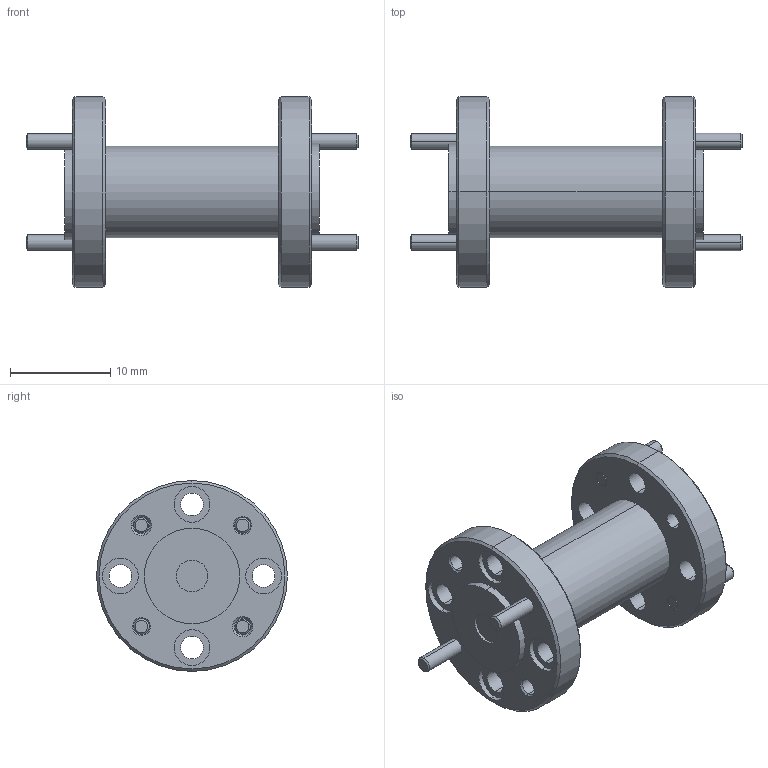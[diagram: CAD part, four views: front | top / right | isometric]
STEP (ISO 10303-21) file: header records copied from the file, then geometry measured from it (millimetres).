
FILE_DESCRIPTION (( 'STEP AP203' ), '1' );
FILE_NAME ('WG-FE-125-L DF.STEP', '2019-06-11T00:43:46', ( '' ), ( '' ), 'SwSTEP 2.0', 'SolidWorks 2016', '' );
FILE_SCHEMA (( 'CONFIG_CONTROL_DESIGN' ));
Length unit declared in the file: inch
Products named in the file (1): WG-FE-125-L DF
Bounding box: 33.15 x 19.05 x 19.05 mm (x, y, z)
Volume: 2991.5 mm3; surface area: 2322.5 mm2
Topology: 5 solids, 5 shells, 134 faces, 290 edges, 180 vertices
Faces by surface type: cylinder 70, cone 40, plane 24
Entity records: 3829 total; most frequent: DIRECTION 740, CARTESIAN_POINT 605, ORIENTED_EDGE 580, AXIS2_PLACEMENT_3D 315, EDGE_CURVE 290, EDGE_LOOP 180, CIRCLE 180, VERTEX_POINT 180
